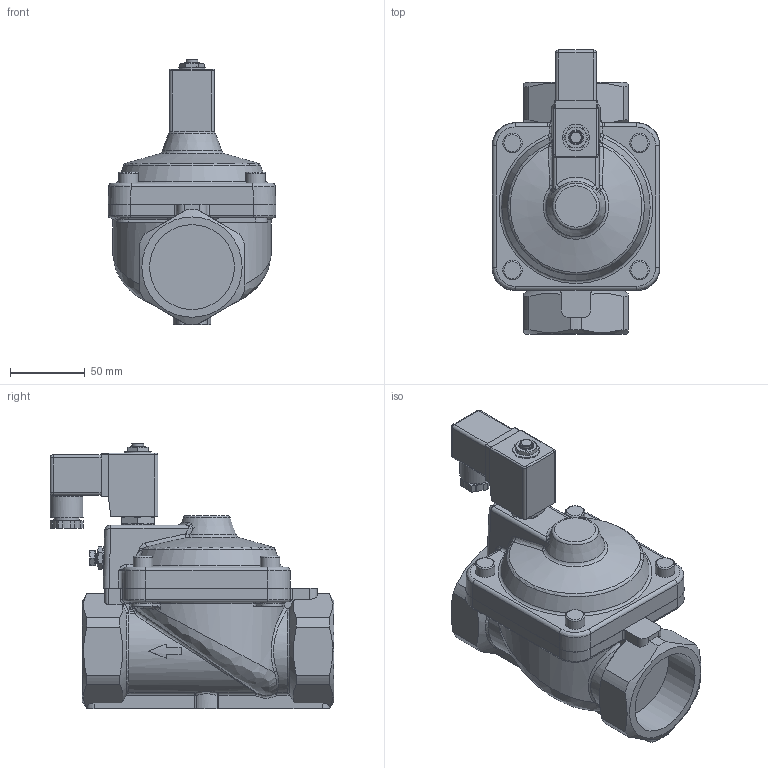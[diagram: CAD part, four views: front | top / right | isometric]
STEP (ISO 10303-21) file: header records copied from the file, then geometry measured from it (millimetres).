
FILE_DESCRIPTION(/* description */ ('3D-Modell'),/* implementation_level */ '2;1');
FILE_NAME(/* name */ '051.000056_C5128-1001-.032.stp',/* time_stamp */ '2024-03-26T07:33:22+01:00',/* author */ ('CBeuthner'),/* organization */ (''),/* preprocessor_version */ 'ST-DEVELOPER v16.1',/* originating_system */ 'Autodesk Inventor 2016',/* authorisation */ '');
FILE_SCHEMA (('CONFIG_CONTROL_DESIGN'));
Length unit declared in the file: millimetre
Products named in the file (1): 88-002925
Bounding box: 112 x 189.5 x 177.3 mm (x, y, z)
Volume: 1148124 mm3; surface area: 102405.3 mm2
Topology: 1 solids, 1 shells, 464 faces, 1149 edges, 689 vertices
Faces by surface type: plane 164, cylinder 132, bspline 64, cone 50, torus 32, sphere 22
Full cylindrical faces by diameter (mm): 4.917 x2, 6.4 x1, 8 x1, 10 x2, 13 x4, 16 x1, 17 x2, 18 x1, 21.9 x1, 22 x1, 56.656 x2
Entity records: 16534 total; most frequent: CARTESIAN_POINT 5904, ORIENTED_EDGE 2164, DIRECTION 2033, EDGE_CURVE 1082, AXIS2_PLACEMENT_3D 813, VERTEX_POINT 678, EDGE_LOOP 522, FACE_OUTER_BOUND 464
